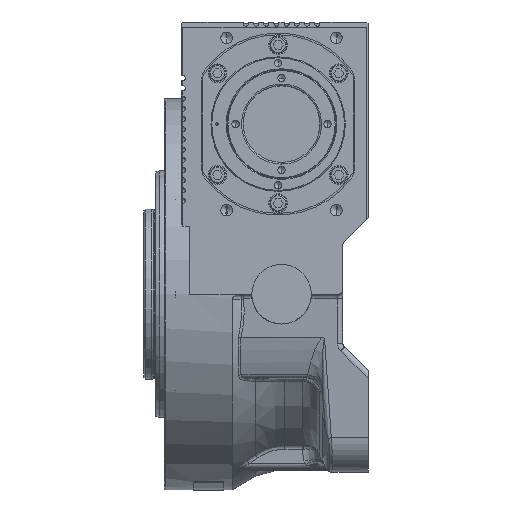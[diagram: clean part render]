
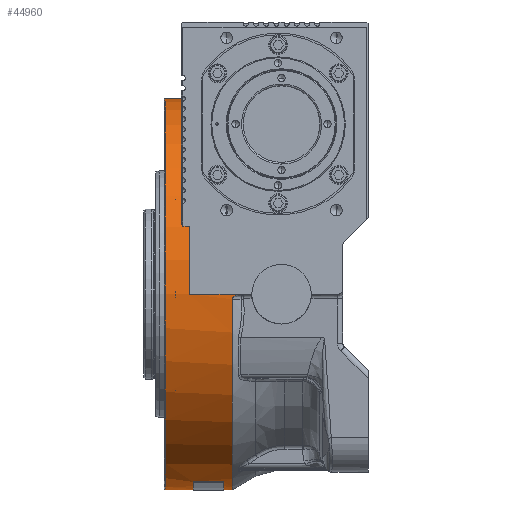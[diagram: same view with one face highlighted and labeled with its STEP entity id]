
A CAD part, left-side view. The second image highlights one B-rep face of the part: STEP entity #44960.
In plain terms, the highlighted cylindrical face has radius 115 mm (diameter 230 mm), a partial arc.
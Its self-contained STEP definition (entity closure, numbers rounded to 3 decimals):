
#580 = CARTESIAN_POINT ( 'NONE',  ( 0., 55., 0. ) ) ;
#2281 = LINE ( 'NONE', #48373, #7874 ) ;
#2714 = CARTESIAN_POINT ( 'NONE',  ( -115., 23.666, 0. ) ) ;
#3161 = CARTESIAN_POINT ( 'NONE',  ( -114.976, 28.888, -2.345 ) ) ;
#5453 = CARTESIAN_POINT ( 'NONE',  ( -115., 23.068, 0. ) ) ;
#5820 = EDGE_CURVE ( 'NONE', #67558, #84415, #46898, .T. ) ;
#7023 = ORIENTED_EDGE ( 'NONE', *, *, #59428, .T. ) ;
#7375 = EDGE_CURVE ( 'NONE', #45468, #47262, #49382, .T. ) ;
#7707 = CYLINDRICAL_SURFACE ( 'NONE', #28188, 115. ) ;
#7874 = VECTOR ( 'NONE', #55511, 1000. ) ;
#8536 = CARTESIAN_POINT ( 'NONE',  ( -114.994, 27.914, -1.226 ) ) ;
#8744 = CARTESIAN_POINT ( 'NONE',  ( 0., 34., -115. ) ) ;
#11539 = VECTOR ( 'NONE', #47518, 1000. ) ;
#11895 = B_SPLINE_CURVE_WITH_KNOTS ( 'NONE', 3,
 ( #85051, #28682, #42549, #3161, #76555, #69814, #37165, #83726, #22870, #8536, #35835, #64430, #30463, #48815, #63986, #76110, #29131, #22436, #2714, #49703 ),
 .UNSPECIFIED., .F., .F.,
 ( 4, 2, 2, 2, 2, 2, 2, 2, 2, 4 ),
 ( 0., 0., 0.001, 0.001, 0.002, 0.003, 0.004, 0.004, 0.005, 0.007 ),
 .UNSPECIFIED. ) ;
#12624 = CARTESIAN_POINT ( 'NONE',  ( 0., 54., 0. ) ) ;
#12648 = DIRECTION ( 'NONE',  ( 0., 1., 0. ) ) ;
#13769 = EDGE_CURVE ( 'NONE', #49335, #22728, #17125, .T. ) ;
#14087 = ORIENTED_EDGE ( 'NONE', *, *, #65651, .T. ) ;
#15630 = CIRCLE ( 'NONE', #69902, 115. ) ;
#15655 = DIRECTION ( 'NONE',  ( 0., 1., 0. ) ) ;
#17101 = DIRECTION ( 'NONE',  ( 0., 0., 1. ) ) ;
#17125 = CIRCLE ( 'NONE', #28561, 115. ) ;
#18449 = ORIENTED_EDGE ( 'NONE', *, *, #37620, .T. ) ;
#19473 = CARTESIAN_POINT ( 'NONE',  ( 0., 52., 0. ) ) ;
#19696 = CARTESIAN_POINT ( 'NONE',  ( 0., 68.2, 115. ) ) ;
#19954 = DIRECTION ( 'NONE',  ( 0., -1., 0. ) ) ;
#21780 = CARTESIAN_POINT ( 'NONE',  ( 0., 68.2, 0. ) ) ;
#22436 = CARTESIAN_POINT ( 'NONE',  ( -115., 24.259, -0.044 ) ) ;
#22728 = VERTEX_POINT ( 'NONE', #66067 ) ;
#22870 = CARTESIAN_POINT ( 'NONE',  ( -114.99, 28.261, -1.509 ) ) ;
#23050 = VECTOR ( 'NONE', #15655, 1000. ) ;
#23723 = ORIENTED_EDGE ( 'NONE', *, *, #13769, .T. ) ;
#25522 = AXIS2_PLACEMENT_3D ( 'NONE', #36363, #84683, #43075 ) ;
#28016 = VERTEX_POINT ( 'NONE', #70930 ) ;
#28039 = CARTESIAN_POINT ( 'NONE',  ( -32.527, 34., -110.304 ) ) ;
#28188 = AXIS2_PLACEMENT_3D ( 'NONE', #580, #12648, #67222 ) ;
#28261 = ORIENTED_EDGE ( 'NONE', *, *, #70247, .F. ) ;
#28332 = VERTEX_POINT ( 'NONE', #5453 ) ;
#28561 = AXIS2_PLACEMENT_3D ( 'NONE', #21780, #77671, #78117 ) ;
#28682 = CARTESIAN_POINT ( 'NONE',  ( -114.966, 29., -2.782 ) ) ;
#29131 = CARTESIAN_POINT ( 'NONE',  ( -115., 25.137, -0.18 ) ) ;
#30463 = CARTESIAN_POINT ( 'NONE',  ( -114.998, 26.856, -0.669 ) ) ;
#30635 = EDGE_CURVE ( 'NONE', #50623, #28332, #11895, .T. ) ;
#33354 = VERTEX_POINT ( 'NONE', #53520 ) ;
#33687 = EDGE_CURVE ( 'NONE', #28016, #22728, #69779, .T. ) ;
#33833 = ORIENTED_EDGE ( 'NONE', *, *, #30635, .T. ) ;
#34505 = CARTESIAN_POINT ( 'NONE',  ( 0., 55., -115. ) ) ;
#35363 = CARTESIAN_POINT ( 'NONE',  ( 0., 55., -115. ) ) ;
#35835 = CARTESIAN_POINT ( 'NONE',  ( -114.995, 27.657, -1.064 ) ) ;
#36363 = CARTESIAN_POINT ( 'NONE',  ( 0., 34., 0. ) ) ;
#37165 = CARTESIAN_POINT ( 'NONE',  ( -114.985, 28.573, -1.832 ) ) ;
#37260 = DIRECTION ( 'NONE',  ( 0., 1., 0. ) ) ;
#37620 = EDGE_CURVE ( 'NONE', #47262, #49335, #2281, .T. ) ;
#38595 = CARTESIAN_POINT ( 'NONE',  ( -114.963, 29., -2.934 ) ) ;
#39928 = DIRECTION ( 'NONE',  ( 0., 1., 0. ) ) ;
#39984 = VECTOR ( 'NONE', #73745, 1000. ) ;
#42549 = CARTESIAN_POINT ( 'NONE',  ( -114.97, 28.977, -2.634 ) ) ;
#43075 = DIRECTION ( 'NONE',  ( 0., 0., 1. ) ) ;
#44102 = CARTESIAN_POINT ( 'NONE',  ( 0., 54., 115. ) ) ;
#44960 = ADVANCED_FACE ( 'NONE', ( #87835 ), #7707, .T. ) ;
#45468 = VERTEX_POINT ( 'NONE', #73310 ) ;
#45590 = CIRCLE ( 'NONE', #25522, 115. ) ;
#46898 = LINE ( 'NONE', #47780, #39984 ) ;
#47262 = VERTEX_POINT ( 'NONE', #44102 ) ;
#47518 = DIRECTION ( 'NONE',  ( 0., 1., 0. ) ) ;
#47780 = CARTESIAN_POINT ( 'NONE',  ( -32.527, 55., -110.304 ) ) ;
#48373 = CARTESIAN_POINT ( 'NONE',  ( 0., 55., 115. ) ) ;
#48815 = CARTESIAN_POINT ( 'NONE',  ( -114.999, 26.296, -0.466 ) ) ;
#49335 = VERTEX_POINT ( 'NONE', #19696 ) ;
#49382 = CIRCLE ( 'NONE', #60794, 115. ) ;
#49703 = CARTESIAN_POINT ( 'NONE',  ( -115., 23.068, 0. ) ) ;
#50623 = VERTEX_POINT ( 'NONE', #38595 ) ;
#53520 = CARTESIAN_POINT ( 'NONE',  ( 0., 29., -115. ) ) ;
#55511 = DIRECTION ( 'NONE',  ( 0., 1., 0. ) ) ;
#56065 = CARTESIAN_POINT ( 'NONE',  ( 0., 29., 0. ) ) ;
#59428 = EDGE_CURVE ( 'NONE', #33354, #50623, #15630, .T. ) ;
#59960 = ORIENTED_EDGE ( 'NONE', *, *, #33687, .F. ) ;
#60664 = EDGE_CURVE ( 'NONE', #33354, #78997, #82823, .T. ) ;
#60666 = LINE ( 'NONE', #81243, #68840 ) ;
#60794 = AXIS2_PLACEMENT_3D ( 'NONE', #12624, #39928, #67196 ) ;
#63986 = CARTESIAN_POINT ( 'NONE',  ( -114.999, 26.007, -0.38 ) ) ;
#64430 = CARTESIAN_POINT ( 'NONE',  ( -114.997, 27.13, -0.786 ) ) ;
#65651 = EDGE_CURVE ( 'NONE', #84415, #78997, #45590, .T. ) ;
#66067 = CARTESIAN_POINT ( 'NONE',  ( 0., 68.2, -115. ) ) ;
#67196 = DIRECTION ( 'NONE',  ( 0., 0., 1. ) ) ;
#67222 = DIRECTION ( 'NONE',  ( 0., 0., 1. ) ) ;
#67558 = VERTEX_POINT ( 'NONE', #84304 ) ;
#68840 = VECTOR ( 'NONE', #19954, 1000. ) ;
#69779 = LINE ( 'NONE', #35363, #23050 ) ;
#69814 = CARTESIAN_POINT ( 'NONE',  ( -114.983, 28.667, -1.952 ) ) ;
#69902 = AXIS2_PLACEMENT_3D ( 'NONE', #56065, #37260, #17101 ) ;
#70058 = AXIS2_PLACEMENT_3D ( 'NONE', #19473, #88341, #81180 ) ;
#70247 = EDGE_CURVE ( 'NONE', #45468, #28332, #60666, .T. ) ;
#70930 = CARTESIAN_POINT ( 'NONE',  ( 0., 52., -115. ) ) ;
#72060 = ORIENTED_EDGE ( 'NONE', *, *, #5820, .T. ) ;
#73310 = CARTESIAN_POINT ( 'NONE',  ( -115., 54., 0. ) ) ;
#73745 = DIRECTION ( 'NONE',  ( 0., -1., 0. ) ) ;
#76110 = CARTESIAN_POINT ( 'NONE',  ( -115., 25.428, -0.237 ) ) ;
#76555 = CARTESIAN_POINT ( 'NONE',  ( -114.979, 28.823, -2.208 ) ) ;
#77671 = DIRECTION ( 'NONE',  ( 0., -1., 0. ) ) ;
#78117 = DIRECTION ( 'NONE',  ( 0., 0., 1. ) ) ;
#78527 = ORIENTED_EDGE ( 'NONE', *, *, #60664, .F. ) ;
#78997 = VERTEX_POINT ( 'NONE', #8744 ) ;
#81152 = EDGE_CURVE ( 'NONE', #28016, #67558, #85809, .T. ) ;
#81180 = DIRECTION ( 'NONE',  ( 0., 0., 1. ) ) ;
#81243 = CARTESIAN_POINT ( 'NONE',  ( -115., -51., 0. ) ) ;
#82823 = LINE ( 'NONE', #34505, #11539 ) ;
#83726 = CARTESIAN_POINT ( 'NONE',  ( -114.989, 28.37, -1.611 ) ) ;
#83766 = ORIENTED_EDGE ( 'NONE', *, *, #7375, .T. ) ;
#83936 = EDGE_LOOP ( 'NONE', ( #78527, #7023, #33833, #28261, #83766, #18449, #23723, #59960, #88208, #72060, #14087 ) ) ;
#84304 = CARTESIAN_POINT ( 'NONE',  ( -32.527, 52., -110.304 ) ) ;
#84415 = VERTEX_POINT ( 'NONE', #28039 ) ;
#84683 = DIRECTION ( 'NONE',  ( 0., -1., 0. ) ) ;
#85051 = CARTESIAN_POINT ( 'NONE',  ( -114.963, 29., -2.934 ) ) ;
#85809 = CIRCLE ( 'NONE', #70058, 115. ) ;
#87835 = FACE_OUTER_BOUND ( 'NONE', #83936, .T. ) ;
#88208 = ORIENTED_EDGE ( 'NONE', *, *, #81152, .T. ) ;
#88341 = DIRECTION ( 'NONE',  ( 0., 1., 0. ) ) ;
